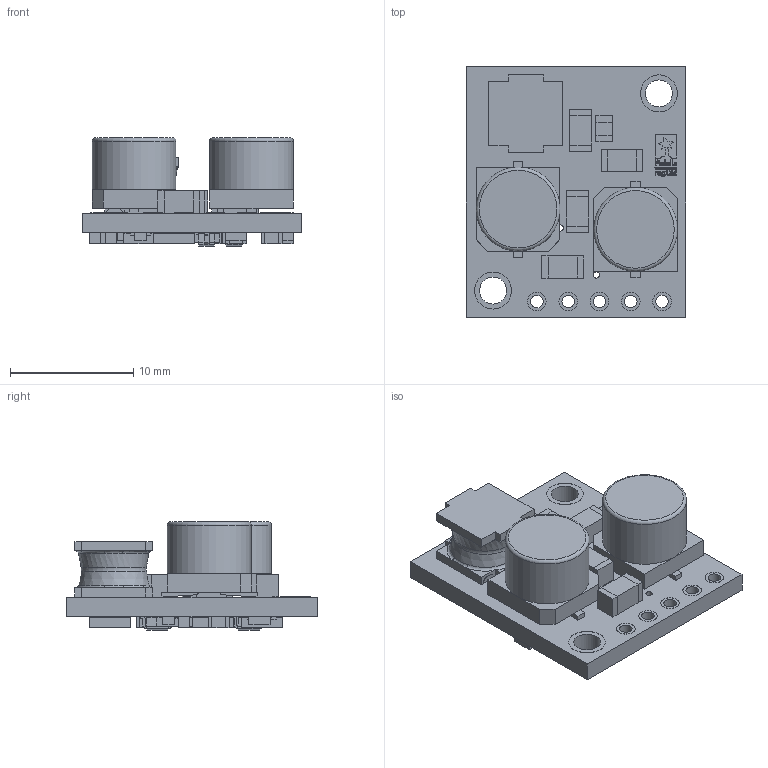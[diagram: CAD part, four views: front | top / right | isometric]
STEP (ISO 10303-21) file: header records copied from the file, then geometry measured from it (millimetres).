
FILE_DESCRIPTION(/* description */ (''),/* implementation_level */ '2;1');
FILE_NAME(/* name */ 'd24v50f5-step-down-voltage-regulator.step',/* time_stamp */ '2021-02-25T21:10:10-08:00',/* author */ (''),/* organization */ (''),/* preprocessor_version */ 'ST-DEVELOPER v18.1',/* originating_system */ 'Autodesk Translation Framework v9.7.1.1290',/* authorisation */ '');
FILE_SCHEMA (('AUTOMOTIVE_DESIGN { 1 0 10303 214 3 1 1 }'));
Length unit declared in the file: millimetre
Products named in the file (1): d24v50f5-step-down-voltage-regulator
Bounding box: 17.78 x 20.32 x 8.77 mm (x, y, z)
Volume: 1228.5 mm3; surface area: 1729.5 mm2
Topology: 1 solids, 1 shells, 1142 faces, 3121 edges, 2023 vertices
Faces by surface type: plane 918, bspline 154, cylinder 62, torus 7, cone 1
Full cylindrical faces by diameter (mm): 0.508 x2, 1.016 x5, 1.5 x5, 2.184 x2, 3 x2, 6.8 x2
Entity records: 42266 total; most frequent: CARTESIAN_POINT 13028, ORIENTED_EDGE 6242, DIRECTION 4921, EDGE_CURVE 3121, LINE 2541, VECTOR 2541, VERTEX_POINT 2023, EDGE_LOOP 1268
